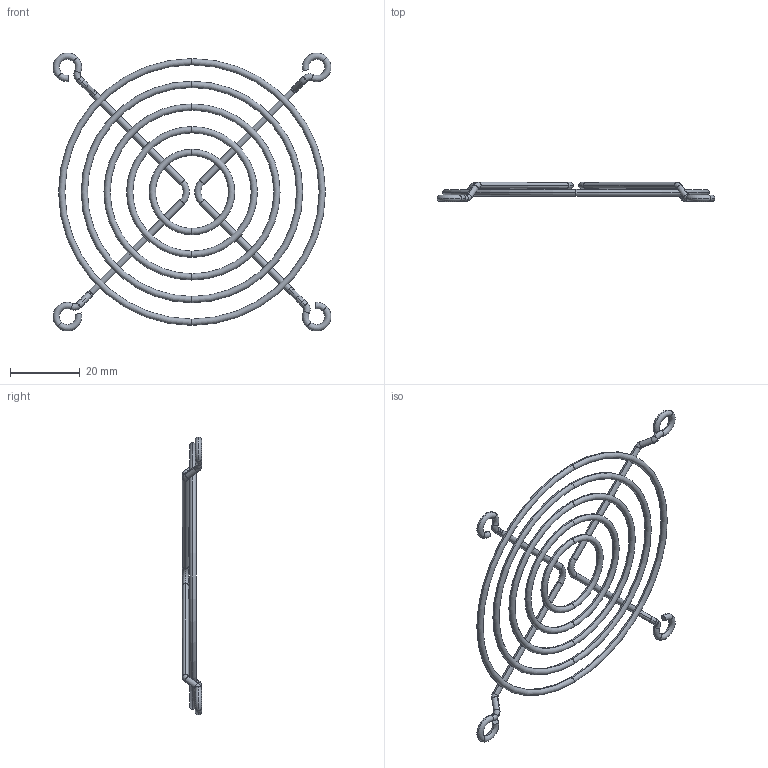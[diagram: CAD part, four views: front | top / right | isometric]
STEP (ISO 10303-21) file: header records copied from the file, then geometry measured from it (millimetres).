
FILE_DESCRIPTION (( 'STEP AP203' ), '1' );
FILE_NAME ('G80-18.stp', '2021-01-14T21:11:17', ( '' ), ( '' ), 'SwSTEP 2.0', 'SolidWorks 2018', '' );
FILE_SCHEMA (( 'CONFIG_CONTROL_DESIGN' ));
Length unit declared in the file: millimetre
Products named in the file (1): G80-18
Bounding box: 79.67 x 5.5 x 79.67 mm (x, y, z)
Volume: 2613.9 mm3; surface area: 5818.9 mm2
Topology: 7 solids, 7 shells, 92 faces, 196 edges, 108 vertices
Faces by surface type: torus 68, cylinder 20, plane 4
Entity records: 2597 total; most frequent: DIRECTION 558, CARTESIAN_POINT 397, ORIENTED_EDGE 392, AXIS2_PLACEMENT_3D 269, EDGE_CURVE 196, CIRCLE 176, VERTEX_POINT 108, FACE_OUTER_BOUND 92
